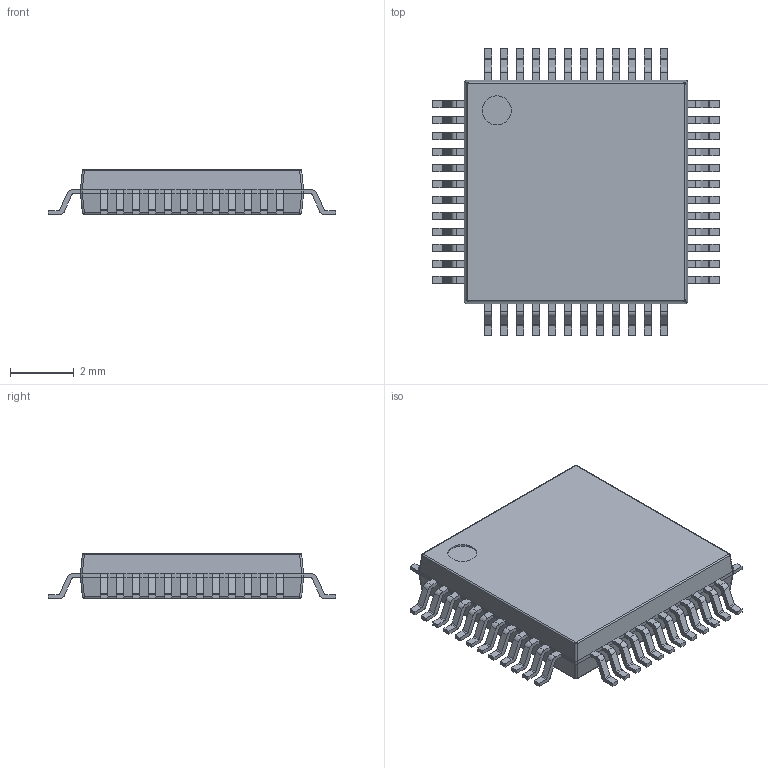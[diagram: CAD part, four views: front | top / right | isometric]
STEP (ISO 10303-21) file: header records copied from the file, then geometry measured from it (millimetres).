
FILE_DESCRIPTION(/* description */ ('Unknown'),/* implementation_level */ '2;1');
FILE_NAME(/* name */ 'STM32U535CET6',/* time_stamp */ '2024-03-06T14:54:27+02:00',/* author */ ('Unknown'),/* organization */ ('Unknown'),/* preprocessor_version */ 'ST-DEVELOPER v18.102',/* originating_system */ 'Solid Edge',/* authorisation */ 'Unknown');
FILE_SCHEMA (('AUTOMOTIVE_DESIGN {1 0 10303 214 3 1 1}'));
Length unit declared in the file: millimetre
Products named in the file (1): STM32U535CET6
Bounding box: 9 x 9 x 1.41 mm (x, y, z)
Volume: 69.4 mm3; surface area: 180.4 mm2
Topology: 1 solids, 1 shells, 716 faces, 1931 edges, 1218 vertices
Faces by surface type: plane 495, cylinder 213, bspline 8
Full cylindrical faces by diameter (mm): 0.912 x1
Entity records: 27204 total; most frequent: CARTESIAN_POINT 3953, ORIENTED_EDGE 3860, DIRECTION 3774, EDGE_CURVE 1930, LINE 1504, VECTOR 1504, VERTEX_POINT 1218, AXIS2_PLACEMENT_3D 1135
